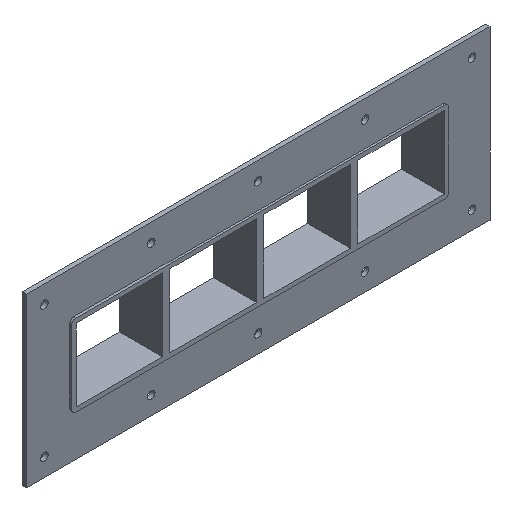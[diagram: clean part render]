
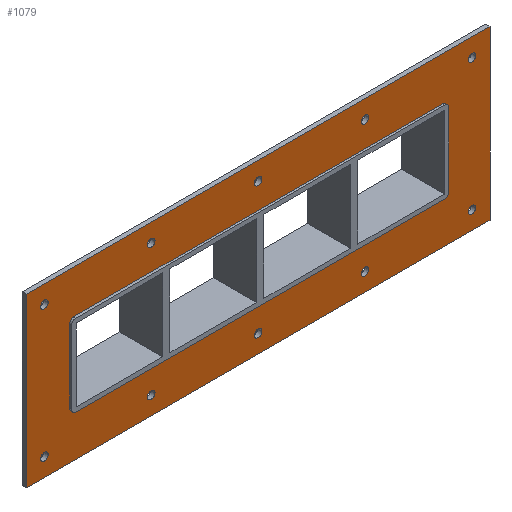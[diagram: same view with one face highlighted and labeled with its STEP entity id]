
A CAD part, isometric view. The second image highlights one B-rep face of the part: STEP entity #1079.
In plain terms, the highlighted planar face has unit normal (0, -1, 0).
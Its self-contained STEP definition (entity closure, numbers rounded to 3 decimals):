
#84=CARTESIAN_POINT('',(-291.75,0.0,-91.5));
#85=VERTEX_POINT('',#84);
#86=CARTESIAN_POINT('',(-297.,0.0,-91.5));
#87=DIRECTION('',(0.0,1.0,0.0));
#88=DIRECTION('',(1.0,0.0,0.0));
#89=AXIS2_PLACEMENT_3D('',#86,#87,#88);
#90=CIRCLE('',#89,5.25);
#91=EDGE_CURVE('',#85,#85,#90,.T.);
#112=CARTESIAN_POINT('',(-143.25,0.0,91.5));
#113=VERTEX_POINT('',#112);
#114=CARTESIAN_POINT('',(-148.5,0.0,91.5));
#115=DIRECTION('',(0.0,1.0,0.0));
#116=DIRECTION('',(1.0,0.0,0.0));
#117=AXIS2_PLACEMENT_3D('',#114,#115,#116);
#118=CIRCLE('',#117,5.25);
#119=EDGE_CURVE('',#113,#113,#118,.T.);
#140=CARTESIAN_POINT('',(-143.25,0.0,-91.5));
#141=VERTEX_POINT('',#140);
#142=CARTESIAN_POINT('',(-148.5,0.0,-91.5));
#143=DIRECTION('',(0.0,1.0,0.0));
#144=DIRECTION('',(1.0,0.0,0.0));
#145=AXIS2_PLACEMENT_3D('',#142,#143,#144);
#146=CIRCLE('',#145,5.25);
#147=EDGE_CURVE('',#141,#141,#146,.T.);
#168=CARTESIAN_POINT('',(5.25,0.0,91.5));
#169=VERTEX_POINT('',#168);
#170=CARTESIAN_POINT('',(0.,0.0,91.5));
#171=DIRECTION('',(0.0,1.0,0.0));
#172=DIRECTION('',(1.0,0.0,0.0));
#173=AXIS2_PLACEMENT_3D('',#170,#171,#172);
#174=CIRCLE('',#173,5.25);
#175=EDGE_CURVE('',#169,#169,#174,.T.);
#196=CARTESIAN_POINT('',(5.25,0.0,-91.5));
#197=VERTEX_POINT('',#196);
#198=CARTESIAN_POINT('',(0.,0.0,-91.5));
#199=DIRECTION('',(0.0,1.0,0.0));
#200=DIRECTION('',(1.0,0.0,0.0));
#201=AXIS2_PLACEMENT_3D('',#198,#199,#200);
#202=CIRCLE('',#201,5.25);
#203=EDGE_CURVE('',#197,#197,#202,.T.);
#224=CARTESIAN_POINT('',(153.75,0.0,91.5));
#225=VERTEX_POINT('',#224);
#226=CARTESIAN_POINT('',(148.5,0.0,91.5));
#227=DIRECTION('',(0.0,1.0,0.0));
#228=DIRECTION('',(1.0,0.0,0.0));
#229=AXIS2_PLACEMENT_3D('',#226,#227,#228);
#230=CIRCLE('',#229,5.25);
#231=EDGE_CURVE('',#225,#225,#230,.T.);
#252=CARTESIAN_POINT('',(153.75,0.0,-91.5));
#253=VERTEX_POINT('',#252);
#254=CARTESIAN_POINT('',(148.5,0.0,-91.5));
#255=DIRECTION('',(0.0,1.0,0.0));
#256=DIRECTION('',(1.0,0.0,0.0));
#257=AXIS2_PLACEMENT_3D('',#254,#255,#256);
#258=CIRCLE('',#257,5.25);
#259=EDGE_CURVE('',#253,#253,#258,.T.);
#280=CARTESIAN_POINT('',(302.25,0.0,-91.5));
#281=VERTEX_POINT('',#280);
#282=CARTESIAN_POINT('',(297.,0.0,-91.5));
#283=DIRECTION('',(0.0,1.0,0.0));
#284=DIRECTION('',(1.0,0.0,0.0));
#285=AXIS2_PLACEMENT_3D('',#282,#283,#284);
#286=CIRCLE('',#285,5.25);
#287=EDGE_CURVE('',#281,#281,#286,.T.);
#308=CARTESIAN_POINT('',(-291.75,0.0,91.5));
#309=VERTEX_POINT('',#308);
#310=CARTESIAN_POINT('',(-297.,0.0,91.5));
#311=DIRECTION('',(0.0,1.0,0.0));
#312=DIRECTION('',(1.0,0.0,0.0));
#313=AXIS2_PLACEMENT_3D('',#310,#311,#312);
#314=CIRCLE('',#313,5.25);
#315=EDGE_CURVE('',#309,#309,#314,.T.);
#336=CARTESIAN_POINT('',(302.25,0.0,91.5));
#337=VERTEX_POINT('',#336);
#338=CARTESIAN_POINT('',(297.,0.0,91.5));
#339=DIRECTION('',(0.0,1.0,0.0));
#340=DIRECTION('',(1.0,0.0,0.0));
#341=AXIS2_PLACEMENT_3D('',#338,#339,#340);
#342=CIRCLE('',#341,5.25);
#343=EDGE_CURVE('',#337,#337,#342,.T.);
#940=CARTESIAN_POINT('',(0.0,0.0,0.0));
#941=DIRECTION('',(0.0,1.0,0.0));
#942=DIRECTION('',(0.0,0.0,1.0));
#943=AXIS2_PLACEMENT_3D('',#940,#941,#942);
#944=PLANE('',#943);
#945=CARTESIAN_POINT('',(-322.0,0.0,116.5));
#946=VERTEX_POINT('',#945);
#947=CARTESIAN_POINT('',(322.0,0.0,116.5));
#948=VERTEX_POINT('',#947);
#949=CARTESIAN_POINT('',(-322.0,0.0,116.5));
#950=DIRECTION('',(1.0,0.0,0.0));
#951=VECTOR('',#950,644.0);
#952=LINE('',#949,#951);
#953=EDGE_CURVE('',#946,#948,#952,.T.);
#954=ORIENTED_EDGE('',*,*,#953,.F.);
#955=CARTESIAN_POINT('',(-322.0,0.0,-116.5));
#956=VERTEX_POINT('',#955);
#957=CARTESIAN_POINT('',(-322.0,0.0,-116.5));
#958=DIRECTION('',(0.0,0.0,1.0));
#959=VECTOR('',#958,233.);
#960=LINE('',#957,#959);
#961=EDGE_CURVE('',#956,#946,#960,.T.);
#962=ORIENTED_EDGE('',*,*,#961,.F.);
#963=CARTESIAN_POINT('',(322.0,0.0,-116.5));
#964=VERTEX_POINT('',#963);
#965=CARTESIAN_POINT('',(322.0,0.0,-116.5));
#966=DIRECTION('',(-1.0,0.0,0.0));
#967=VECTOR('',#966,644.0);
#968=LINE('',#965,#967);
#969=EDGE_CURVE('',#964,#956,#968,.T.);
#970=ORIENTED_EDGE('',*,*,#969,.F.);
#971=CARTESIAN_POINT('',(322.0,0.0,116.5));
#972=DIRECTION('',(0.0,0.0,-1.0));
#973=VECTOR('',#972,233.);
#974=LINE('',#971,#973);
#975=EDGE_CURVE('',#948,#964,#974,.T.);
#976=ORIENTED_EDGE('',*,*,#975,.F.);
#977=EDGE_LOOP('',(#954,#962,#970,#976));
#978=FACE_OUTER_BOUND('',#977,.T.);
#979=ORIENTED_EDGE('',*,*,#91,.T.);
#980=EDGE_LOOP('',(#979));
#981=FACE_BOUND('',#980,.T.);
#982=ORIENTED_EDGE('',*,*,#119,.T.);
#983=EDGE_LOOP('',(#982));
#984=FACE_BOUND('',#983,.T.);
#985=ORIENTED_EDGE('',*,*,#147,.T.);
#986=EDGE_LOOP('',(#985));
#987=FACE_BOUND('',#986,.T.);
#988=ORIENTED_EDGE('',*,*,#175,.T.);
#989=EDGE_LOOP('',(#988));
#990=FACE_BOUND('',#989,.T.);
#991=ORIENTED_EDGE('',*,*,#203,.T.);
#992=EDGE_LOOP('',(#991));
#993=FACE_BOUND('',#992,.T.);
#994=ORIENTED_EDGE('',*,*,#231,.T.);
#995=EDGE_LOOP('',(#994));
#996=FACE_BOUND('',#995,.T.);
#997=ORIENTED_EDGE('',*,*,#259,.T.);
#998=EDGE_LOOP('',(#997));
#999=FACE_BOUND('',#998,.T.);
#1000=ORIENTED_EDGE('',*,*,#287,.T.);
#1001=EDGE_LOOP('',(#1000));
#1002=FACE_BOUND('',#1001,.T.);
#1003=ORIENTED_EDGE('',*,*,#315,.T.);
#1004=EDGE_LOOP('',(#1003));
#1005=FACE_BOUND('',#1004,.T.);
#1006=ORIENTED_EDGE('',*,*,#343,.T.);
#1007=EDGE_LOOP('',(#1006));
#1008=FACE_BOUND('',#1007,.T.);
#1009=CARTESIAN_POINT('',(-262.0,0.0,-50.5));
#1010=VERTEX_POINT('',#1009);
#1011=CARTESIAN_POINT('',(-256.0,0.0,-56.5));
#1012=VERTEX_POINT('',#1011);
#1013=CARTESIAN_POINT('',(-256.0,0.0,-50.5));
#1014=DIRECTION('',(0.0,-1.0,0.0));
#1015=DIRECTION('',(-0.707,0.0,-0.707));
#1016=AXIS2_PLACEMENT_3D('',#1013,#1014,#1015);
#1017=CIRCLE('',#1016,6.);
#1018=EDGE_CURVE('',#1010,#1012,#1017,.T.);
#1019=ORIENTED_EDGE('',*,*,#1018,.F.);
#1020=CARTESIAN_POINT('',(-262.0,0.0,50.5));
#1021=VERTEX_POINT('',#1020);
#1022=CARTESIAN_POINT('',(-262.0,0.0,50.5));
#1023=DIRECTION('',(0.0,0.0,-1.0));
#1024=VECTOR('',#1023,101.);
#1025=LINE('',#1022,#1024);
#1026=EDGE_CURVE('',#1021,#1010,#1025,.T.);
#1027=ORIENTED_EDGE('',*,*,#1026,.F.);
#1028=CARTESIAN_POINT('',(-256.0,0.0,56.5));
#1029=VERTEX_POINT('',#1028);
#1030=CARTESIAN_POINT('',(-256.0,0.0,50.5));
#1031=DIRECTION('',(0.0,-1.0,0.0));
#1032=DIRECTION('',(-0.707,0.0,0.707));
#1033=AXIS2_PLACEMENT_3D('',#1030,#1031,#1032);
#1034=CIRCLE('',#1033,6.);
#1035=EDGE_CURVE('',#1029,#1021,#1034,.T.);
#1036=ORIENTED_EDGE('',*,*,#1035,.F.);
#1037=CARTESIAN_POINT('',(256.0,0.0,56.5));
#1038=VERTEX_POINT('',#1037);
#1039=CARTESIAN_POINT('',(256.0,0.0,56.5));
#1040=DIRECTION('',(-1.0,0.0,0.0));
#1041=VECTOR('',#1040,512.0);
#1042=LINE('',#1039,#1041);
#1043=EDGE_CURVE('',#1038,#1029,#1042,.T.);
#1044=ORIENTED_EDGE('',*,*,#1043,.F.);
#1045=CARTESIAN_POINT('',(262.0,0.0,50.5));
#1046=VERTEX_POINT('',#1045);
#1047=CARTESIAN_POINT('',(256.0,0.0,50.5));
#1048=DIRECTION('',(0.0,-1.0,0.0));
#1049=DIRECTION('',(0.707,0.0,0.707));
#1050=AXIS2_PLACEMENT_3D('',#1047,#1048,#1049);
#1051=CIRCLE('',#1050,6.);
#1052=EDGE_CURVE('',#1046,#1038,#1051,.T.);
#1053=ORIENTED_EDGE('',*,*,#1052,.F.);
#1054=CARTESIAN_POINT('',(262.0,0.0,-50.5));
#1055=VERTEX_POINT('',#1054);
#1056=CARTESIAN_POINT('',(262.0,0.0,-50.5));
#1057=DIRECTION('',(0.0,0.0,1.0));
#1058=VECTOR('',#1057,101.);
#1059=LINE('',#1056,#1058);
#1060=EDGE_CURVE('',#1055,#1046,#1059,.T.);
#1061=ORIENTED_EDGE('',*,*,#1060,.F.);
#1062=CARTESIAN_POINT('',(256.0,0.0,-56.5));
#1063=VERTEX_POINT('',#1062);
#1064=CARTESIAN_POINT('',(256.0,0.0,-50.5));
#1065=DIRECTION('',(0.0,-1.0,0.0));
#1066=DIRECTION('',(0.707,0.0,-0.707));
#1067=AXIS2_PLACEMENT_3D('',#1064,#1065,#1066);
#1068=CIRCLE('',#1067,6.);
#1069=EDGE_CURVE('',#1063,#1055,#1068,.T.);
#1070=ORIENTED_EDGE('',*,*,#1069,.F.);
#1071=CARTESIAN_POINT('',(-256.0,0.0,-56.5));
#1072=DIRECTION('',(1.0,0.0,0.0));
#1073=VECTOR('',#1072,512.0);
#1074=LINE('',#1071,#1073);
#1075=EDGE_CURVE('',#1012,#1063,#1074,.T.);
#1076=ORIENTED_EDGE('',*,*,#1075,.F.);
#1077=EDGE_LOOP('',(#1019,#1027,#1036,#1044,#1053,#1061,#1070,#1076));
#1078=FACE_BOUND('',#1077,.T.);
#1079=ADVANCED_FACE('',(#978,#981,#984,#987,#990,#993,#996,#999,#1002,#1005,#1008,#1078),#944,.F.);
